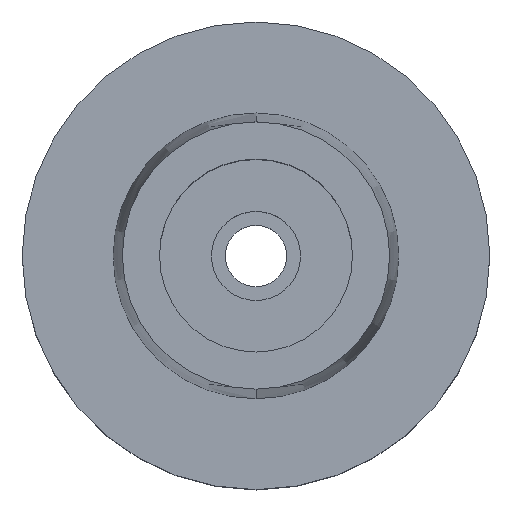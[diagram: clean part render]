
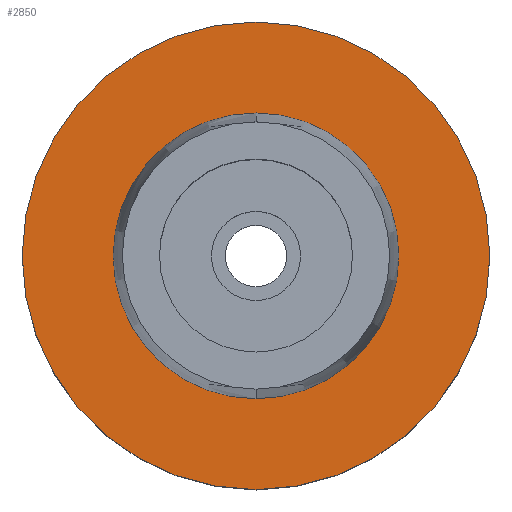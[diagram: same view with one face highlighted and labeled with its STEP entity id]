
A CAD part, top view. The second image highlights one B-rep face of the part: STEP entity #2850.
In plain terms, the highlighted planar face has unit normal (0, 0, 1).
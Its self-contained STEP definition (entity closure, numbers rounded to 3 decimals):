
#8 = EDGE_CURVE ( 'NONE', #432, #2102, #2562, .T. ) ;
#11 = AXIS2_PLACEMENT_3D ( 'NONE', #904, #2206, #1339 ) ;
#109 = AXIS2_PLACEMENT_3D ( 'NONE', #1960, #1096, #1078 ) ;
#163 = PLANE ( 'NONE',  #1679 ) ;
#218 = EDGE_CURVE ( 'NONE', #2102, #432, #527, .T. ) ;
#311 = CARTESIAN_POINT ( 'NONE',  ( 0., 0., 0. ) ) ;
#432 = VERTEX_POINT ( 'NONE', #1392 ) ;
#453 = CARTESIAN_POINT ( 'NONE',  ( 0., 19.25, 0. ) ) ;
#527 = CIRCLE ( 'NONE', #109, 31.5 ) ;
#549 = CARTESIAN_POINT ( 'NONE',  ( 0., 0., 0. ) ) ;
#590 = DIRECTION ( 'NONE',  ( 0., 0., -1. ) ) ;
#831 = ORIENTED_EDGE ( 'NONE', *, *, #8, .F. ) ;
#841 = FACE_BOUND ( 'NONE', #2339, .T. ) ;
#844 = CIRCLE ( 'NONE', #11, 19.25 ) ;
#904 = CARTESIAN_POINT ( 'NONE',  ( 0., 0., 0. ) ) ;
#1078 = DIRECTION ( 'NONE',  ( 0., 1., 0. ) ) ;
#1096 = DIRECTION ( 'NONE',  ( 0., 0., -1. ) ) ;
#1149 = EDGE_CURVE ( 'NONE', #1743, #1240, #1671, .T. ) ;
#1240 = VERTEX_POINT ( 'NONE', #2219 ) ;
#1292 = CARTESIAN_POINT ( 'NONE',  ( 0., 0., 0. ) ) ;
#1339 = DIRECTION ( 'NONE',  ( 0., -1., 0. ) ) ;
#1392 = CARTESIAN_POINT ( 'NONE',  ( 0., -31.5, 0. ) ) ;
#1486 = DIRECTION ( 'NONE',  ( 0., -1., 0. ) ) ;
#1671 = CIRCLE ( 'NONE', #2265, 19.25 ) ;
#1679 = AXIS2_PLACEMENT_3D ( 'NONE', #1292, #2803, #2158 ) ;
#1743 = VERTEX_POINT ( 'NONE', #453 ) ;
#1749 = EDGE_CURVE ( 'NONE', #1240, #1743, #844, .T. ) ;
#1914 = FACE_OUTER_BOUND ( 'NONE', #2361, .T. ) ;
#1921 = DIRECTION ( 'NONE',  ( 0., 0., 1. ) ) ;
#1960 = CARTESIAN_POINT ( 'NONE',  ( 0., 0., 0. ) ) ;
#2038 = ORIENTED_EDGE ( 'NONE', *, *, #218, .F. ) ;
#2044 = ORIENTED_EDGE ( 'NONE', *, *, #1749, .F. ) ;
#2102 = VERTEX_POINT ( 'NONE', #2268 ) ;
#2158 = DIRECTION ( 'NONE',  ( 1., 0., 0. ) ) ;
#2206 = DIRECTION ( 'NONE',  ( 0., 0., 1. ) ) ;
#2219 = CARTESIAN_POINT ( 'NONE',  ( 0., -19.25, 0. ) ) ;
#2253 = ORIENTED_EDGE ( 'NONE', *, *, #1149, .F. ) ;
#2265 = AXIS2_PLACEMENT_3D ( 'NONE', #311, #1921, #2599 ) ;
#2268 = CARTESIAN_POINT ( 'NONE',  ( 0., 31.5, 0. ) ) ;
#2339 = EDGE_LOOP ( 'NONE', ( #2253, #2044 ) ) ;
#2361 = EDGE_LOOP ( 'NONE', ( #2038, #831 ) ) ;
#2562 = CIRCLE ( 'NONE', #2652, 31.5 ) ;
#2599 = DIRECTION ( 'NONE',  ( 0., 1., 0. ) ) ;
#2652 = AXIS2_PLACEMENT_3D ( 'NONE', #549, #590, #1486 ) ;
#2803 = DIRECTION ( 'NONE',  ( 0., 0., 1. ) ) ;
#2850 = ADVANCED_FACE ( 'NONE', ( #1914, #841 ), #163, .T. ) ;
